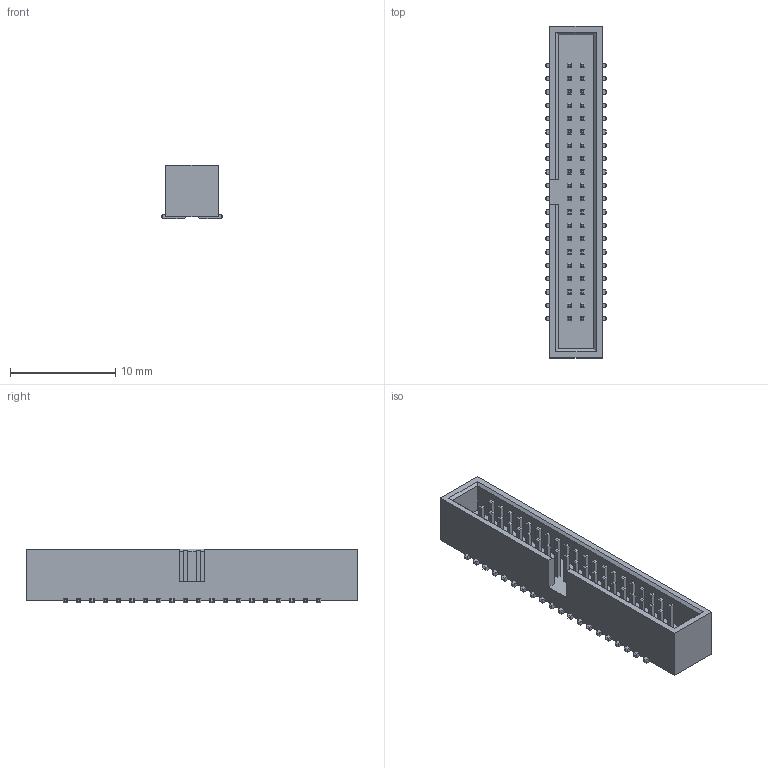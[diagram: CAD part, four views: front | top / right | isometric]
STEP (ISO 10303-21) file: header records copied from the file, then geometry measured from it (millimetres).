
FILE_DESCRIPTION(/* description */ (''),/* implementation_level */ '2;1');
FILE_NAME(/* name */ 'IDC_Connector_SMD_2x20.step',/* time_stamp */ '2021-03-11T23:22:46+03:00',/* author */ (''),/* organization */ (''),/* preprocessor_version */ 'ST-DEVELOPER v18.1',/* originating_system */ 'Autodesk Translation Framework v9.10.0.1330',/* authorisation */ '');
FILE_SCHEMA (('AUTOMOTIVE_DESIGN { 1 0 10303 214 3 1 1 }'));
Length unit declared in the file: millimetre
Products named in the file (2): IDC_Connector_SMD; pins
Assembly tree (1 placements, depth 2):
  IDC_Connector_SMD
    pins
Bounding box: 5.8 x 31.6 x 5.1 mm (x, y, z)
Volume: 495.6 mm3; surface area: 1316.2 mm2
Topology: 41 solids, 41 shells, 739 faces, 1647 edges, 990 vertices
Faces by surface type: plane 659, cylinder 80
Entity records: 19787 total; most frequent: CARTESIAN_POINT 3380, ORIENTED_EDGE 3294, DIRECTION 3293, EDGE_CURVE 1647, LINE 1487, VECTOR 1487, VERTEX_POINT 990, AXIS2_PLACEMENT_3D 903
